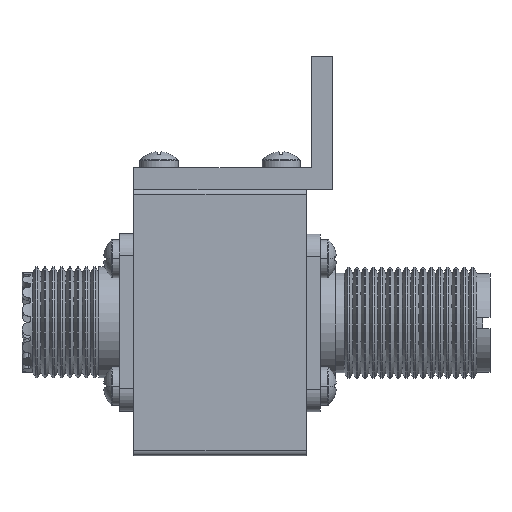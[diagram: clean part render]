
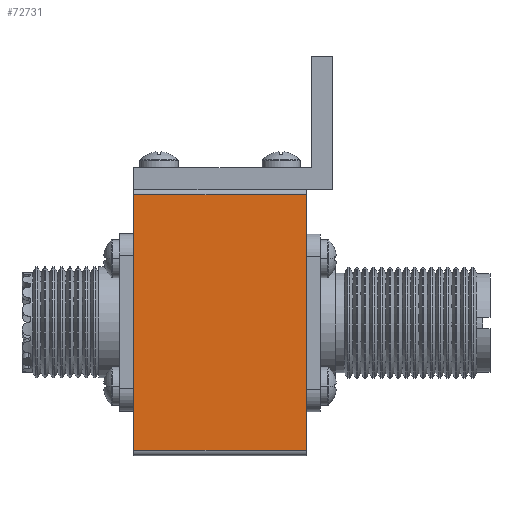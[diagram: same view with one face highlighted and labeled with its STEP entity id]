
A CAD part, top view. The second image highlights one B-rep face of the part: STEP entity #72731.
In plain terms, the highlighted face is planar.
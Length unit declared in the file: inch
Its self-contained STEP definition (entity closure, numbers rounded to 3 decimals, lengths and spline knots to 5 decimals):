
#2421 = VECTOR ( 'NONE', #93667, 39.37008 ) ;
#4816 = ORIENTED_EDGE ( 'NONE', *, *, #35832, .T. ) ;
#5319 = CARTESIAN_POINT ( 'NONE',  ( 0., 0., 0.97 ) ) ;
#19120 = AXIS2_PLACEMENT_3D ( 'NONE', #81386, #48197, #39126 ) ;
#20276 = CARTESIAN_POINT ( 'NONE',  ( 0.03, 0., 0.97 ) ) ;
#20315 = EDGE_CURVE ( 'NONE', #105522, #45591, #25261, .T. ) ;
#22839 = CARTESIAN_POINT ( 'NONE',  ( 0.03, 0., 0. ) ) ;
#25261 = LINE ( 'NONE', #25796, #63365 ) ;
#25796 = CARTESIAN_POINT ( 'NONE',  ( 0., 0., 0. ) ) ;
#26499 = EDGE_CURVE ( 'NONE', #63305, #95087, #45995, .T. ) ;
#30160 = DIRECTION ( 'NONE',  ( 0., 0., 1. ) ) ;
#35832 = EDGE_CURVE ( 'NONE', #63305, #105522, #37342, .T. ) ;
#37342 = LINE ( 'NONE', #20276, #45267 ) ;
#39126 = DIRECTION ( 'NONE',  ( 0., 0., 1. ) ) ;
#45267 = VECTOR ( 'NONE', #103147, 39.37008 ) ;
#45591 = VERTEX_POINT ( 'NONE', #99785 ) ;
#45995 = LINE ( 'NONE', #5319, #2421 ) ;
#48197 = DIRECTION ( 'NONE',  ( 0., 1., 0. ) ) ;
#49029 = VECTOR ( 'NONE', #30160, 39.37008 ) ;
#63305 = VERTEX_POINT ( 'NONE', #100718 ) ;
#63365 = VECTOR ( 'NONE', #89528, 39.37008 ) ;
#71046 = ORIENTED_EDGE ( 'NONE', *, *, #26499, .F. ) ;
#72731 = ADVANCED_FACE ( 'NONE', ( #88914 ), #72783, .F. ) ;
#72783 = PLANE ( 'NONE',  #19120 ) ;
#77724 = LINE ( 'NONE', #95968, #49029 ) ;
#79340 = EDGE_LOOP ( 'NONE', ( #85094, #82576, #71046, #4816 ) ) ;
#81030 = CARTESIAN_POINT ( 'NONE',  ( 1.47, 0., 0.97 ) ) ;
#81386 = CARTESIAN_POINT ( 'NONE',  ( 0., 0., 0.97 ) ) ;
#82576 = ORIENTED_EDGE ( 'NONE', *, *, #89022, .T. ) ;
#85094 = ORIENTED_EDGE ( 'NONE', *, *, #20315, .T. ) ;
#88914 = FACE_OUTER_BOUND ( 'NONE', #79340, .T. ) ;
#89022 = EDGE_CURVE ( 'NONE', #45591, #95087, #77724, .T. ) ;
#89528 = DIRECTION ( 'NONE',  ( 1., 0., 0. ) ) ;
#93667 = DIRECTION ( 'NONE',  ( 1., 0., 0. ) ) ;
#95087 = VERTEX_POINT ( 'NONE', #81030 ) ;
#95968 = CARTESIAN_POINT ( 'NONE',  ( 1.47, 0., 0.97 ) ) ;
#99785 = CARTESIAN_POINT ( 'NONE',  ( 1.47, 0., 0. ) ) ;
#100718 = CARTESIAN_POINT ( 'NONE',  ( 0.03, 0., 0.97 ) ) ;
#103147 = DIRECTION ( 'NONE',  ( 0., 0., -1. ) ) ;
#105522 = VERTEX_POINT ( 'NONE', #22839 ) ;
